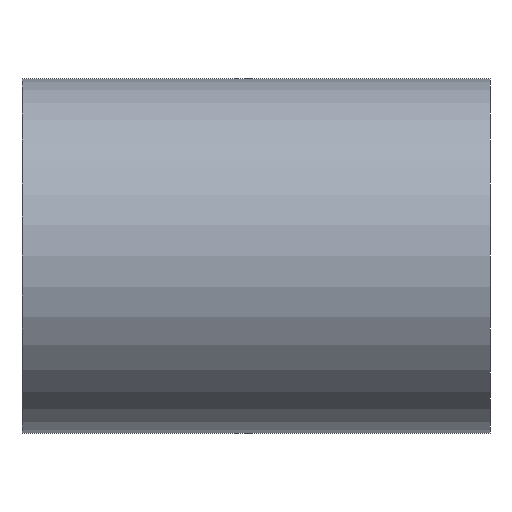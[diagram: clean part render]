
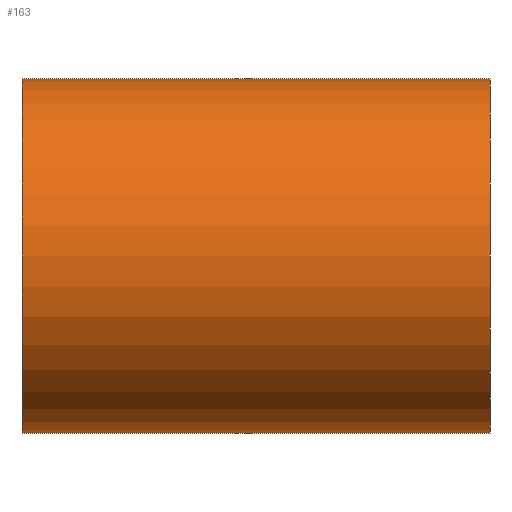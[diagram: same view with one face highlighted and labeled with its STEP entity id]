
A CAD part, left-side view. The second image highlights one B-rep face of the part: STEP entity #163.
In plain terms, the highlighted cylindrical face has radius 2.65 mm (diameter 5.3 mm), a partial arc.
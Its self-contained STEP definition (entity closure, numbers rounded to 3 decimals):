
#1 = EDGE_CURVE ( 'NONE', #161, #183, #52, .T. ) ;
#3 = VECTOR ( 'NONE', #176, 1000. ) ;
#4 = CARTESIAN_POINT ( 'NONE',  ( 0., 0., 2.65 ) ) ;
#19 = CARTESIAN_POINT ( 'NONE',  ( 0., 7., 0. ) ) ;
#26 = AXIS2_PLACEMENT_3D ( 'NONE', #27, #132, #103 ) ;
#27 = CARTESIAN_POINT ( 'NONE',  ( 0., 7., 0. ) ) ;
#35 = EDGE_LOOP ( 'NONE', ( #74, #118, #168, #73 ) ) ;
#39 = CARTESIAN_POINT ( 'NONE',  ( 0., 7., -2.65 ) ) ;
#52 = CIRCLE ( 'NONE', #70, 2.65 ) ;
#56 = FACE_OUTER_BOUND ( 'NONE', #35, .T. ) ;
#58 = DIRECTION ( 'NONE',  ( 0., -1., 0. ) ) ;
#65 = CIRCLE ( 'NONE', #91, 2.65 ) ;
#69 = DIRECTION ( 'NONE',  ( 0., 0., 1. ) ) ;
#70 = AXIS2_PLACEMENT_3D ( 'NONE', #19, #130, #76 ) ;
#73 = ORIENTED_EDGE ( 'NONE', *, *, #174, .T. ) ;
#74 = ORIENTED_EDGE ( 'NONE', *, *, #150, .F. ) ;
#76 = DIRECTION ( 'NONE',  ( 0., 0., 1. ) ) ;
#82 = CARTESIAN_POINT ( 'NONE',  ( 0., 0., 0. ) ) ;
#91 = AXIS2_PLACEMENT_3D ( 'NONE', #82, #127, #69 ) ;
#100 = CARTESIAN_POINT ( 'NONE',  ( 0., 7., 2.65 ) ) ;
#103 = DIRECTION ( 'NONE',  ( 0., 0., -1. ) ) ;
#107 = VECTOR ( 'NONE', #58, 1000. ) ;
#113 = CYLINDRICAL_SURFACE ( 'NONE', #26, 2.65 ) ;
#118 = ORIENTED_EDGE ( 'NONE', *, *, #1, .F. ) ;
#127 = DIRECTION ( 'NONE',  ( 0., 1., 0. ) ) ;
#130 = DIRECTION ( 'NONE',  ( 0., 1., 0. ) ) ;
#132 = DIRECTION ( 'NONE',  ( 0., -1., 0. ) ) ;
#134 = VERTEX_POINT ( 'NONE', #4 ) ;
#140 = CARTESIAN_POINT ( 'NONE',  ( 0., 7., -2.65 ) ) ;
#150 = EDGE_CURVE ( 'NONE', #183, #134, #179, .T. ) ;
#158 = LINE ( 'NONE', #140, #107 ) ;
#161 = VERTEX_POINT ( 'NONE', #39 ) ;
#163 = ADVANCED_FACE ( 'NONE', ( #56 ), #113, .T. ) ;
#167 = EDGE_CURVE ( 'NONE', #161, #196, #158, .T. ) ;
#168 = ORIENTED_EDGE ( 'NONE', *, *, #167, .T. ) ;
#174 = EDGE_CURVE ( 'NONE', #196, #134, #65, .T. ) ;
#176 = DIRECTION ( 'NONE',  ( 0., -1., 0. ) ) ;
#179 = LINE ( 'NONE', #189, #3 ) ;
#183 = VERTEX_POINT ( 'NONE', #100 ) ;
#189 = CARTESIAN_POINT ( 'NONE',  ( 0., 7., 2.65 ) ) ;
#190 = CARTESIAN_POINT ( 'NONE',  ( 0., 0., -2.65 ) ) ;
#196 = VERTEX_POINT ( 'NONE', #190 ) ;
